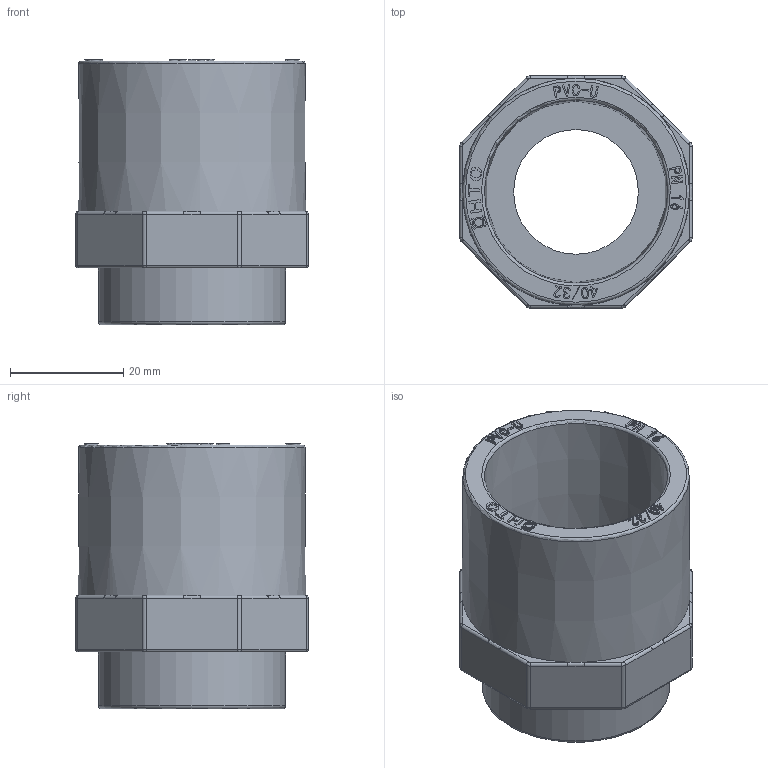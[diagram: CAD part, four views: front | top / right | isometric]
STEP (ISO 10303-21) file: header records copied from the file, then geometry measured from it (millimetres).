
FILE_DESCRIPTION(/* description */ (''),/* implementation_level */ '2;1');
FILE_NAME(/* name */ '32-40X3÷4内外插内螺纹变接头.stp',/* time_stamp */ '2024-03-25T15:59:06+08:00',/* author */ (''),/* organization */ (''),/* preprocessor_version */ 'ST-DEVELOPER v16',/* originating_system */ 'SIEMENS PLM Software NX 10.0',/* authorisation */ '');
FILE_SCHEMA (('AUTOMOTIVE_DESIGN { 1 0 10303 214 3 1 1 1 }'));
Length unit declared in the file: millimetre
Products named in the file (1): gelv1410B640vnmb
Bounding box: 41 x 41 x 46.8 mm (x, y, z)
Volume: 25830.4 mm3; surface area: 12719.4 mm2
Topology: 1 solids, 1 shells, 782 faces, 2201 edges, 1450 vertices
Faces by surface type: plane 694, cylinder 51, bspline 26, extrusion 5, torus 4, cone 2
Full cylindrical faces by diameter (mm): 1.401 x1, 1.868 x1, 22 x1, 26.441 x8, 29 x1, 33 x1
Entity records: 29642 total; most frequent: CARTESIAN_POINT 12295, ORIENTED_EDGE 4320, DIRECTION 2476, EDGE_CURVE 2160, VERTEX_POINT 1429, B_SPLINE_CURVE_WITH_KNOTS 1311, AXIS2_PLACEMENT_3D 873, EDGE_LOOP 817
